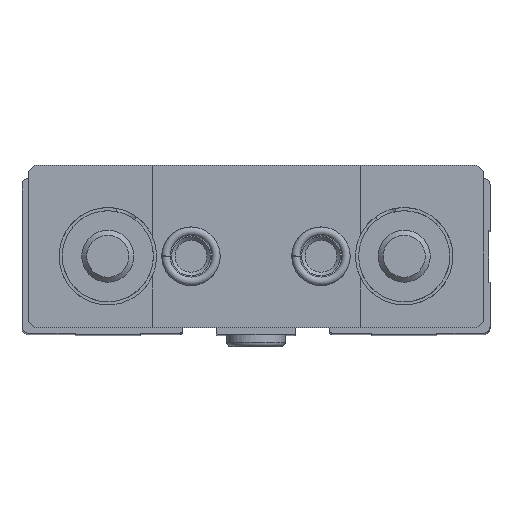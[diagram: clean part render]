
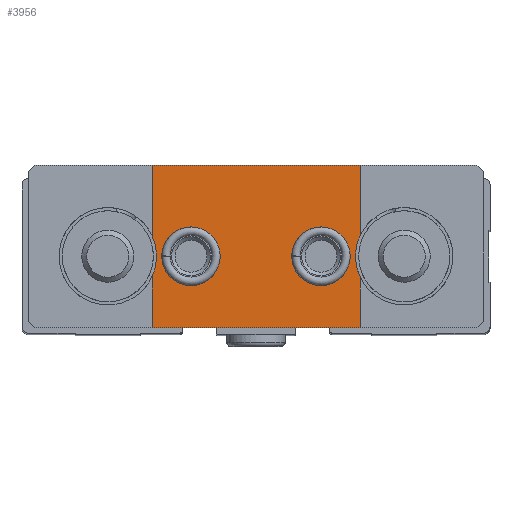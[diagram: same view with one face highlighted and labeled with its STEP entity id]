
A CAD part, top view. The second image highlights one B-rep face of the part: STEP entity #3956.
In plain terms, the highlighted planar face has unit normal (0, 0, 1).
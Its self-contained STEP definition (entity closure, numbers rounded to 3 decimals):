
#434=LINE('',#6616,#700);
#436=LINE('',#6620,#702);
#446=LINE('',#6671,#712);
#448=LINE('',#6675,#714);
#460=LINE('',#6726,#726);
#466=LINE('',#6737,#732);
#700=VECTOR('',#5383,1000.);
#702=VECTOR('',#5387,1000.);
#712=VECTOR('',#5413,1000.);
#714=VECTOR('',#5417,1000.);
#726=VECTOR('',#5443,1000.);
#732=VECTOR('',#5453,1000.);
#1497=ORIENTED_EDGE('',*,*,#2201,.F.);
#1498=ORIENTED_EDGE('',*,*,#2202,.F.);
#1499=ORIENTED_EDGE('',*,*,#2151,.T.);
#1500=ORIENTED_EDGE('',*,*,#2203,.T.);
#1501=ORIENTED_EDGE('',*,*,#2153,.T.);
#1502=ORIENTED_EDGE('',*,*,#2189,.T.);
#1503=ORIENTED_EDGE('',*,*,#2169,.T.);
#1504=ORIENTED_EDGE('',*,*,#2204,.T.);
#1505=ORIENTED_EDGE('',*,*,#2171,.T.);
#1506=ORIENTED_EDGE('',*,*,#2195,.T.);
#2151=EDGE_CURVE('',#2587,#2586,#434,.T.);
#2153=EDGE_CURVE('',#2588,#2589,#436,.T.);
#2169=EDGE_CURVE('',#2604,#2603,#446,.T.);
#2171=EDGE_CURVE('',#2605,#2606,#448,.T.);
#2189=EDGE_CURVE('',#2589,#2604,#460,.T.);
#2195=EDGE_CURVE('',#2606,#2587,#466,.T.);
#2201=EDGE_CURVE('',#2626,#2626,#2857,.T.);
#2202=EDGE_CURVE('',#2627,#2627,#2858,.T.);
#2203=EDGE_CURVE('',#2586,#2588,#2859,.F.);
#2204=EDGE_CURVE('',#2603,#2605,#2860,.F.);
#2586=VERTEX_POINT('',#6615);
#2587=VERTEX_POINT('',#6617);
#2588=VERTEX_POINT('',#6621);
#2589=VERTEX_POINT('',#6622);
#2603=VERTEX_POINT('',#6670);
#2604=VERTEX_POINT('',#6672);
#2605=VERTEX_POINT('',#6676);
#2606=VERTEX_POINT('',#6677);
#2626=VERTEX_POINT('',#6749);
#2627=VERTEX_POINT('',#6751);
#2857=CIRCLE('',#4430,4.5);
#2858=CIRCLE('',#4431,4.5);
#2859=CIRCLE('',#4432,7.5);
#2860=CIRCLE('',#4433,7.5);
#3151=EDGE_LOOP('',(#1497));
#3152=EDGE_LOOP('',(#1498));
#3153=EDGE_LOOP('',(#1499,#1500,#1501,#1502,#1503,#1504,#1505,#1506));
#3537=FACE_BOUND('',#3151,.T.);
#3538=FACE_BOUND('',#3152,.T.);
#3539=FACE_BOUND('',#3153,.T.);
#3746=PLANE('',#4429);
#3956=ADVANCED_FACE('',(#3537,#3538,#3539),#3746,.T.);
#4429=AXIS2_PLACEMENT_3D('',#6747,#5461,#5462);
#4430=AXIS2_PLACEMENT_3D('',#6748,#5463,#5464);
#4431=AXIS2_PLACEMENT_3D('',#6750,#5465,#5466);
#4432=AXIS2_PLACEMENT_3D('',#6752,#5467,#5468);
#4433=AXIS2_PLACEMENT_3D('',#6753,#5469,#5470);
#5383=DIRECTION('',(0.,1.,0.));
#5387=DIRECTION('',(0.,1.,0.));
#5413=DIRECTION('',(0.,-1.,0.));
#5417=DIRECTION('',(0.,-1.,0.));
#5443=DIRECTION('',(-1.,0.,0.));
#5453=DIRECTION('',(1.,0.,0.));
#5461=DIRECTION('',(0.,0.,1.));
#5462=DIRECTION('',(1.,0.,0.));
#5463=DIRECTION('',(0.,0.,1.));
#5464=DIRECTION('',(1.,0.,0.));
#5465=DIRECTION('',(0.,0.,1.));
#5466=DIRECTION('',(1.,0.,0.));
#5467=DIRECTION('',(0.,0.,1.));
#5468=DIRECTION('',(1.,0.,0.));
#5469=DIRECTION('',(0.,0.,1.));
#5470=DIRECTION('',(1.,0.,0.));
#6615=CARTESIAN_POINT('',(16.,-3.164,22.));
#6616=CARTESIAN_POINT('',(16.,0.,22.));
#6617=CARTESIAN_POINT('',(16.,-11.,22.));
#6620=CARTESIAN_POINT('',(16.,0.,22.));
#6621=CARTESIAN_POINT('',(16.,3.164,22.));
#6622=CARTESIAN_POINT('',(16.,14.,22.));
#6670=CARTESIAN_POINT('',(-16.,3.164,22.));
#6671=CARTESIAN_POINT('',(-16.,0.,22.));
#6672=CARTESIAN_POINT('',(-16.,14.,22.));
#6675=CARTESIAN_POINT('',(-16.,0.,22.));
#6676=CARTESIAN_POINT('',(-16.,-3.164,22.));
#6677=CARTESIAN_POINT('',(-16.,-11.,22.));
#6726=CARTESIAN_POINT('',(35.,14.,22.));
#6737=CARTESIAN_POINT('',(-35.,-11.,22.));
#6747=CARTESIAN_POINT('',(0.,0.,22.));
#6748=CARTESIAN_POINT('',(-10.,0.,22.));
#6749=CARTESIAN_POINT('',(-5.5,0.,22.));
#6750=CARTESIAN_POINT('',(10.,0.,22.));
#6751=CARTESIAN_POINT('',(14.5,0.,22.));
#6752=CARTESIAN_POINT('',(22.8,0.,22.));
#6753=CARTESIAN_POINT('',(-22.8,0.,22.));
